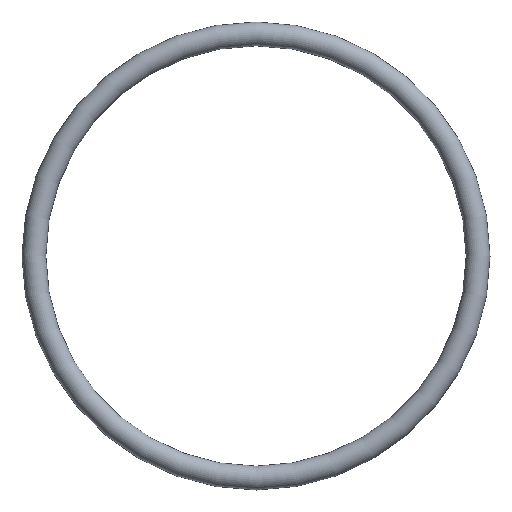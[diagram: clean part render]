
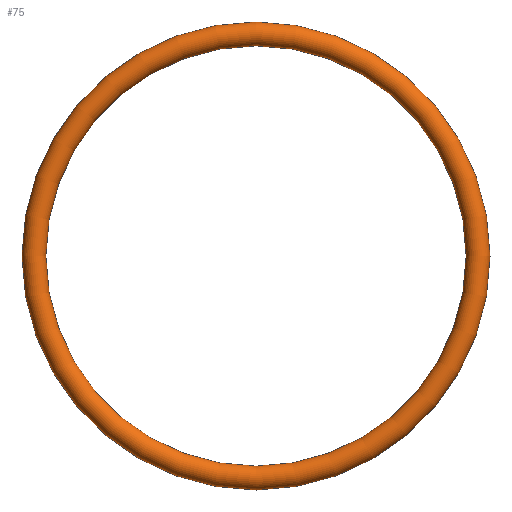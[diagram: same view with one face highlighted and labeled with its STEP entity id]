
A CAD part, front view. The second image highlights one B-rep face of the part: STEP entity #75.
In plain terms, the highlighted toroidal (fillet/blend) face has major radius 23.25 mm and minor radius 1.25 mm.
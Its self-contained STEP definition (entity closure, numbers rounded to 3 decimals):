
#75 = ADVANCED_FACE( '', ( #77 ), #78, .T. );
#77 = FACE_BOUND( '', #79, .T. );
#78 = TOROIDAL_SURFACE( '', #80, 23.25, 1.25 );
#79 = VERTEX_LOOP( '', #81 );
#80 = AXIS2_PLACEMENT_3D( '', #82, #83, #84 );
#81 = VERTEX_POINT( '', #85 );
#82 = CARTESIAN_POINT( '', ( 0., 0., 0. ) );
#83 = DIRECTION( '', ( 0., -1., 0. ) );
#84 = DIRECTION( '', ( 0., 0., -1. ) );
#85 = CARTESIAN_POINT( '', ( 0., 0., -24.5 ) );
